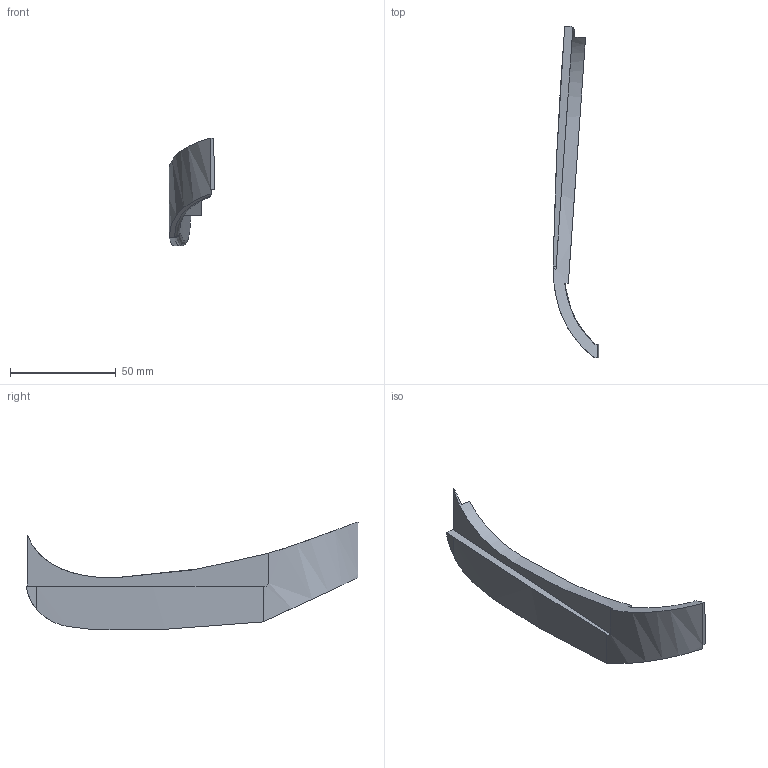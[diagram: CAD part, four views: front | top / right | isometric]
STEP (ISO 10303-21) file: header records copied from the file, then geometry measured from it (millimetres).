
FILE_DESCRIPTION (( 'STEP AP214' ), '1' );
FILE_NAME ('BevelLeft.STEP', '2013-06-13T20:12:14', ( '' ), ( '' ), 'SwSTEP 2.0', 'SolidWorks 2012', '' );
FILE_SCHEMA (( 'AUTOMOTIVE_DESIGN' ));
Length unit declared in the file: inch
Products named in the file (1): BevelLeft
Bounding box: 21.65 x 156.83 x 51.01 mm (x, y, z)
Volume: 26037.3 mm3; surface area: 11635.9 mm2
Topology: 1 solids, 1 shells, 30 faces, 79 edges, 51 vertices
Faces by surface type: plane 17, bspline 12, cylinder 1
Entity records: 1880 total; most frequent: CARTESIAN_POINT 1224, ORIENTED_EDGE 158, EDGE_CURVE 79, DIRECTION 74, VERTEX_POINT 51, B_SPLINE_CURVE_WITH_KNOTS 44, VECTOR 34, LINE 34
